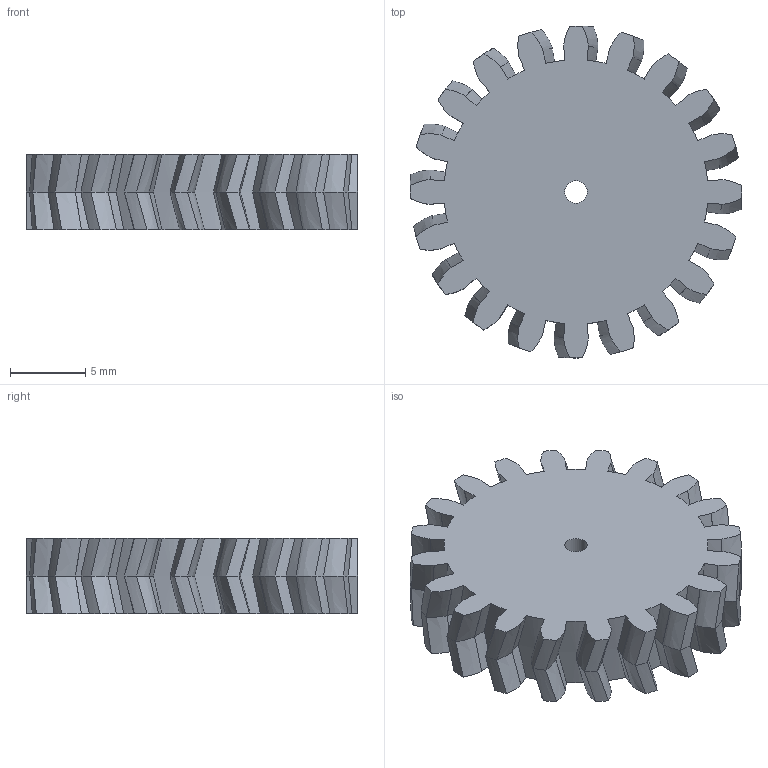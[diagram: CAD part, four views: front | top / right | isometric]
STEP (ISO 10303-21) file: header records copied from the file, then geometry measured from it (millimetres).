
FILE_DESCRIPTION(/* description */ (''),/* implementation_level */ '2;1');
FILE_NAME(/* name */ 'fuck.step',/* time_stamp */ '2022-03-09T22:52:40+08:00',/* author */ (''),/* organization */ (''),/* preprocessor_version */ 'ST-DEVELOPER v18.1',/* originating_system */ 'Autodesk Translation Framework v10.13.0.1454',/* authorisation */ '');
FILE_SCHEMA (('AUTOMOTIVE_DESIGN { 1 0 10303 214 3 1 1 }'));
Products named in the file (1): FusionComponent
Bounding box: 22 x 22 x 5 mm (x, y, z)
Volume: 1516.5 mm3; surface area: 1327.1 mm2
Topology: 1 solids, 1 shells, 303 faces, 783 edges, 482 vertices
Faces by surface type: bspline 280, cylinder 21, plane 2
Full cylindrical faces by diameter (mm): 1.5 x1
Entity records: 43136 total; most frequent: CARTESIAN_POINT 37889, ORIENTED_EDGE 1566, EDGE_CURVE 783, VERTEX_POINT 482, DIRECTION 373, B_SPLINE_CURVE_WITH_KNOTS 320, EDGE_LOOP 305, FACE_OUTER_BOUND 303
